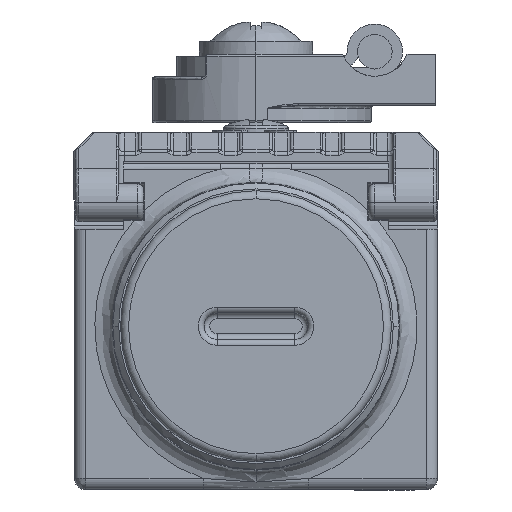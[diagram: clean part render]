
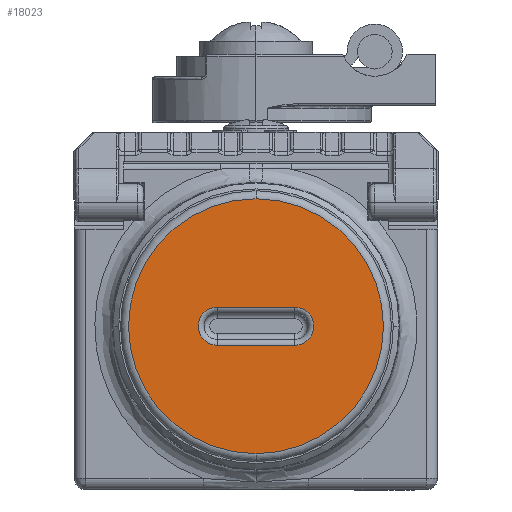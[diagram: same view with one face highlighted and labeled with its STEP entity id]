
A CAD part, front view. The second image highlights one B-rep face of the part: STEP entity #18023.
In plain terms, the highlighted planar face has unit normal (0, -1, 0).
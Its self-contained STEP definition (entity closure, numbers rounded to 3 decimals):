
#2312 = CARTESIAN_POINT ( 'NONE',  ( 0., -6., -8.55 ) ) ;
#3696 = CARTESIAN_POINT ( 'NONE',  ( -3.35, -6., 4.85 ) ) ;
#4106 = DIRECTION ( 'NONE',  ( 0., 0., -1. ) ) ;
#4789 = CARTESIAN_POINT ( 'NONE',  ( 0., -6., 14.25 ) ) ;
#6924 = VERTEX_POINT ( 'NONE', #51229 ) ;
#14002 = DIRECTION ( 'NONE',  ( 0., 1., 0. ) ) ;
#14072 = EDGE_CURVE ( 'NONE', #77043, #18580, #42277, .T. ) ;
#15729 = EDGE_CURVE ( 'NONE', #18580, #56527, #98635, .T. ) ;
#16984 = ORIENTED_EDGE ( 'NONE', *, *, #84703, .T. ) ;
#17810 = DIRECTION ( 'NONE',  ( 0., 1., 0. ) ) ;
#17943 = DIRECTION ( 'NONE',  ( -1., 0., 0. ) ) ;
#18023 = ADVANCED_FACE ( 'NONE', ( #94738, #92346 ), #25276, .F. ) ;
#18580 = VERTEX_POINT ( 'NONE', #96027 ) ;
#23882 = EDGE_CURVE ( 'NONE', #56527, #6924, #99018, .T. ) ;
#25188 = ORIENTED_EDGE ( 'NONE', *, *, #15729, .T. ) ;
#25276 = PLANE ( 'NONE',  #67639 ) ;
#31122 = AXIS2_PLACEMENT_3D ( 'NONE', #90504, #44468, #98165 ) ;
#32672 = EDGE_CURVE ( 'NONE', #84825, #71393, #42005, .T. ) ;
#34719 = EDGE_LOOP ( 'NONE', ( #16984, #72810 ) ) ;
#37108 = CIRCLE ( 'NONE', #42423, 11.05 ) ;
#41289 = CARTESIAN_POINT ( 'NONE',  ( 0., -6., 3.2 ) ) ;
#41319 = ORIENTED_EDGE ( 'NONE', *, *, #98492, .T. ) ;
#42005 = CIRCLE ( 'NONE', #97373, 11.05 ) ;
#42277 = LINE ( 'NONE', #89658, #80696 ) ;
#42423 = AXIS2_PLACEMENT_3D ( 'NONE', #96301, #50315, #4106 ) ;
#44468 = DIRECTION ( 'NONE',  ( 0., 1., 0. ) ) ;
#48999 = DIRECTION ( 'NONE',  ( 0., 0., -1. ) ) ;
#50315 = DIRECTION ( 'NONE',  ( 0., -1., 0. ) ) ;
#51229 = CARTESIAN_POINT ( 'NONE',  ( -3.35, -6., 1.55 ) ) ;
#56527 = VERTEX_POINT ( 'NONE', #77234 ) ;
#60106 = CARTESIAN_POINT ( 'NONE',  ( 3.35, -6., 3.2 ) ) ;
#62402 = AXIS2_PLACEMENT_3D ( 'NONE', #60106, #14002, #67788 ) ;
#62547 = CARTESIAN_POINT ( 'NONE',  ( 0., -6., -7.85 ) ) ;
#66586 = ORIENTED_EDGE ( 'NONE', *, *, #23882, .T. ) ;
#67639 = AXIS2_PLACEMENT_3D ( 'NONE', #2312, #17810, #71621 ) ;
#67788 = DIRECTION ( 'NONE',  ( 0., 0., -1. ) ) ;
#71393 = VERTEX_POINT ( 'NONE', #62547 ) ;
#71621 = DIRECTION ( 'NONE',  ( 0., 0., -1. ) ) ;
#71747 = CARTESIAN_POINT ( 'NONE',  ( 0., -6., 1.55 ) ) ;
#72458 = CIRCLE ( 'NONE', #31122, 1.65 ) ;
#72810 = ORIENTED_EDGE ( 'NONE', *, *, #32672, .T. ) ;
#74517 = DIRECTION ( 'NONE',  ( 1., 0., 0. ) ) ;
#77043 = VERTEX_POINT ( 'NONE', #3696 ) ;
#77234 = CARTESIAN_POINT ( 'NONE',  ( 3.35, -6., 1.55 ) ) ;
#80696 = VECTOR ( 'NONE', #74517, 1000. ) ;
#84703 = EDGE_CURVE ( 'NONE', #71393, #84825, #37108, .T. ) ;
#84825 = VERTEX_POINT ( 'NONE', #4789 ) ;
#88979 = ORIENTED_EDGE ( 'NONE', *, *, #14072, .T. ) ;
#89658 = CARTESIAN_POINT ( 'NONE',  ( 0., -6., 4.85 ) ) ;
#90504 = CARTESIAN_POINT ( 'NONE',  ( -3.35, -6., 3.2 ) ) ;
#92346 = FACE_OUTER_BOUND ( 'NONE', #34719, .T. ) ;
#94738 = FACE_BOUND ( 'NONE', #98567, .T. ) ;
#95009 = DIRECTION ( 'NONE',  ( 0., -1., 0. ) ) ;
#96027 = CARTESIAN_POINT ( 'NONE',  ( 3.35, -6., 4.85 ) ) ;
#96301 = CARTESIAN_POINT ( 'NONE',  ( 0., -6., 3.2 ) ) ;
#96627 = VECTOR ( 'NONE', #17943, 1000. ) ;
#97373 = AXIS2_PLACEMENT_3D ( 'NONE', #41289, #95009, #48999 ) ;
#98165 = DIRECTION ( 'NONE',  ( 0., 0., -1. ) ) ;
#98492 = EDGE_CURVE ( 'NONE', #6924, #77043, #72458, .T. ) ;
#98567 = EDGE_LOOP ( 'NONE', ( #88979, #25188, #66586, #41319 ) ) ;
#98635 = CIRCLE ( 'NONE', #62402, 1.65 ) ;
#99018 = LINE ( 'NONE', #71747, #96627 ) ;
